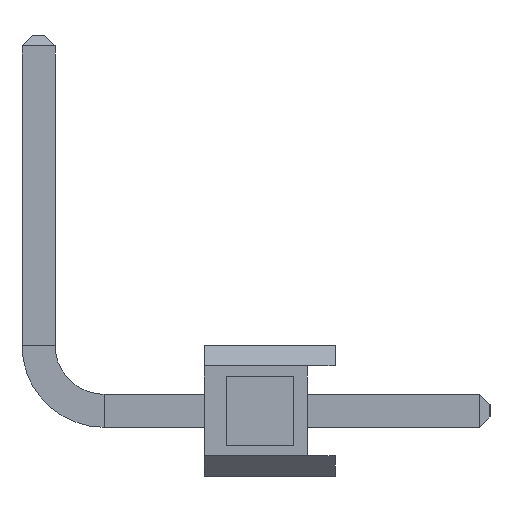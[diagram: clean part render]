
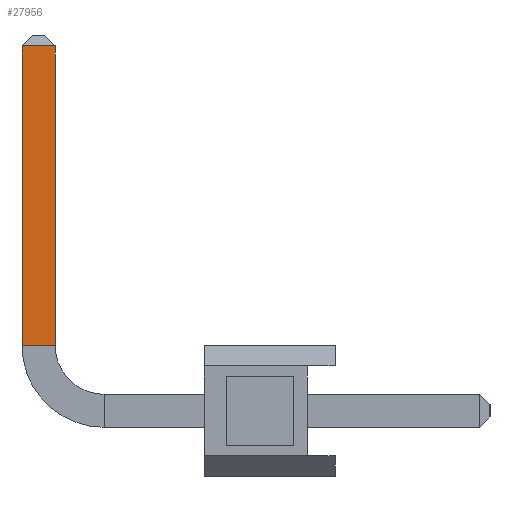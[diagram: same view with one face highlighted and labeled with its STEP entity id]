
A CAD part, left-side view. The second image highlights one B-rep face of the part: STEP entity #27956.
In plain terms, the highlighted planar face has unit normal (-1, 0, 0).
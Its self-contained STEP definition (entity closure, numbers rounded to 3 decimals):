
#417 = CARTESIAN_POINT ( 'NONE',  ( -0.32, 6.07, 1.27 ) ) ;
#2167 = CARTESIAN_POINT ( 'NONE',  ( -0.32, 6.07, 7.07 ) ) ;
#4132 = CARTESIAN_POINT ( 'NONE',  ( -0.32, 5.43, 7.07 ) ) ;
#5124 = ORIENTED_EDGE ( 'NONE', *, *, #35347, .T. ) ;
#6175 = VECTOR ( 'NONE', #23346, 1000. ) ;
#6905 = EDGE_CURVE ( 'NONE', #32223, #42559, #38017, .T. ) ;
#8558 = FACE_OUTER_BOUND ( 'NONE', #16267, .T. ) ;
#9358 = VECTOR ( 'NONE', #23531, 1000. ) ;
#13389 = CARTESIAN_POINT ( 'NONE',  ( -0.32, 6.07, 7.07 ) ) ;
#14456 = LINE ( 'NONE', #13389, #6175 ) ;
#16267 = EDGE_LOOP ( 'NONE', ( #21501, #37044, #24737, #5124 ) ) ;
#16921 = DIRECTION ( 'NONE',  ( -1., 0., 0. ) ) ;
#16940 = DIRECTION ( 'NONE',  ( 0., 0., 1. ) ) ;
#17058 = DIRECTION ( 'NONE',  ( 0., -1., 0. ) ) ;
#18978 = EDGE_CURVE ( 'NONE', #41249, #42559, #14456, .T. ) ;
#21501 = ORIENTED_EDGE ( 'NONE', *, *, #37689, .T. ) ;
#22025 = VECTOR ( 'NONE', #16940, 1000. ) ;
#23346 = DIRECTION ( 'NONE',  ( 0., 1., 0. ) ) ;
#23387 = CARTESIAN_POINT ( 'NONE',  ( -0.32, 5.43, 1.27 ) ) ;
#23531 = DIRECTION ( 'NONE',  ( 0., 0., 1. ) ) ;
#24737 = ORIENTED_EDGE ( 'NONE', *, *, #6905, .F. ) ;
#25105 = LINE ( 'NONE', #417, #31257 ) ;
#27930 = CARTESIAN_POINT ( 'NONE',  ( -0.32, 6.07, 1.27 ) ) ;
#27956 = ADVANCED_FACE ( 'NONE', ( #8558 ), #37279, .T. ) ;
#31257 = VECTOR ( 'NONE', #37014, 1000. ) ;
#31355 = CARTESIAN_POINT ( 'NONE',  ( -0.32, 5.43, 1.27 ) ) ;
#32223 = VERTEX_POINT ( 'NONE', #27930 ) ;
#33184 = VERTEX_POINT ( 'NONE', #31355 ) ;
#33366 = CARTESIAN_POINT ( 'NONE',  ( -0.32, 6.07, 1.27 ) ) ;
#33637 = CARTESIAN_POINT ( 'NONE',  ( -0.32, 6.07, 1.27 ) ) ;
#34749 = AXIS2_PLACEMENT_3D ( 'NONE', #33637, #16921, #17058 ) ;
#35347 = EDGE_CURVE ( 'NONE', #32223, #33184, #25105, .T. ) ;
#37014 = DIRECTION ( 'NONE',  ( 0., -1., 0. ) ) ;
#37044 = ORIENTED_EDGE ( 'NONE', *, *, #18978, .T. ) ;
#37279 = PLANE ( 'NONE',  #34749 ) ;
#37689 = EDGE_CURVE ( 'NONE', #33184, #41249, #37767, .T. ) ;
#37767 = LINE ( 'NONE', #23387, #9358 ) ;
#38017 = LINE ( 'NONE', #33366, #22025 ) ;
#41249 = VERTEX_POINT ( 'NONE', #4132 ) ;
#42559 = VERTEX_POINT ( 'NONE', #2167 ) ;
